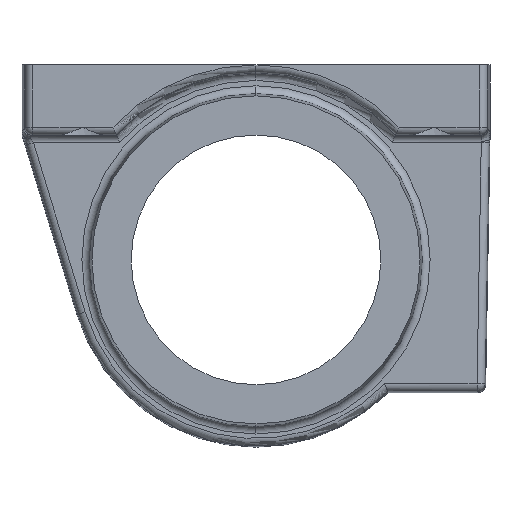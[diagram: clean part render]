
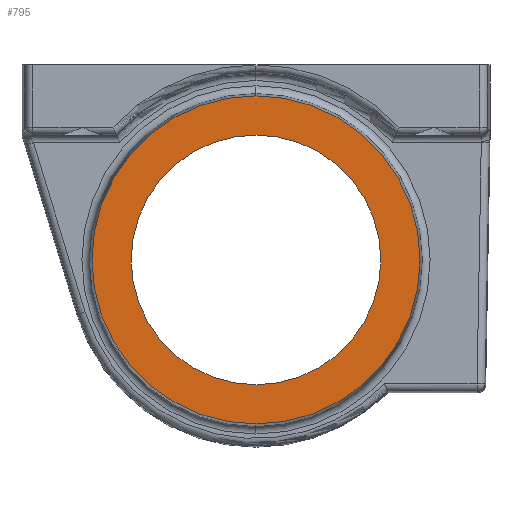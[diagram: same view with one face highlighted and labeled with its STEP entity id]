
A CAD part, front view. The second image highlights one B-rep face of the part: STEP entity #795.
In plain terms, the highlighted planar face has unit normal (0, -1, 0).
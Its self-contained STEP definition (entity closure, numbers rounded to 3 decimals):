
#78 = ORIENTED_EDGE ( 'NONE', *, *, #1222, .T. ) ;
#101 = DIRECTION ( 'NONE',  ( 0., 0., -1. ) ) ;
#132 = DIRECTION ( 'NONE',  ( 0., 1., 0. ) ) ;
#300 = PLANE ( 'NONE',  #3326 ) ;
#316 = DIRECTION ( 'NONE',  ( 0., 0., -1. ) ) ;
#319 = EDGE_CURVE ( 'NONE', #2928, #2985, #1076, .T. ) ;
#592 = AXIS2_PLACEMENT_3D ( 'NONE', #1539, #2992, #3553 ) ;
#795 = ADVANCED_FACE ( 'NONE', ( #2114, #1483 ), #300, .T. ) ;
#899 = CIRCLE ( 'NONE', #3473, 21.028 ) ;
#942 = ORIENTED_EDGE ( 'NONE', *, *, #319, .T. ) ;
#949 = CIRCLE ( 'NONE', #2433, 16. ) ;
#1073 = VERTEX_POINT ( 'NONE', #3795 ) ;
#1076 = CIRCLE ( 'NONE', #2787, 16. ) ;
#1222 = EDGE_CURVE ( 'NONE', #2985, #2928, #949, .T. ) ;
#1246 = CARTESIAN_POINT ( 'NONE',  ( 0., -14., -6. ) ) ;
#1277 = CARTESIAN_POINT ( 'NONE',  ( 0., -14., -0.972 ) ) ;
#1324 = DIRECTION ( 'NONE',  ( 0., 0., -1. ) ) ;
#1430 = CARTESIAN_POINT ( 'NONE',  ( 0., -14., -22. ) ) ;
#1483 = FACE_BOUND ( 'NONE', #2812, .T. ) ;
#1539 = CARTESIAN_POINT ( 'NONE',  ( 0., -14., -22. ) ) ;
#1639 = CARTESIAN_POINT ( 'NONE',  ( 0., -14., -22. ) ) ;
#2114 = FACE_OUTER_BOUND ( 'NONE', #2316, .T. ) ;
#2201 = VERTEX_POINT ( 'NONE', #1277 ) ;
#2316 = EDGE_LOOP ( 'NONE', ( #3351, #3200 ) ) ;
#2433 = AXIS2_PLACEMENT_3D ( 'NONE', #2779, #132, #1324 ) ;
#2436 = DIRECTION ( 'NONE',  ( 0., 1., 0. ) ) ;
#2615 = DIRECTION ( 'NONE',  ( 0., 1., 0. ) ) ;
#2728 = EDGE_CURVE ( 'NONE', #1073, #2201, #899, .T. ) ;
#2779 = CARTESIAN_POINT ( 'NONE',  ( 0., -14., -22. ) ) ;
#2787 = AXIS2_PLACEMENT_3D ( 'NONE', #1430, #2615, #3785 ) ;
#2812 = EDGE_LOOP ( 'NONE', ( #942, #78 ) ) ;
#2928 = VERTEX_POINT ( 'NONE', #1246 ) ;
#2957 = CARTESIAN_POINT ( 'NONE',  ( 0., -14., -22. ) ) ;
#2985 = VERTEX_POINT ( 'NONE', #3292 ) ;
#2992 = DIRECTION ( 'NONE',  ( 0., 1., 0. ) ) ;
#3200 = ORIENTED_EDGE ( 'NONE', *, *, #2728, .F. ) ;
#3285 = DIRECTION ( 'NONE',  ( 0., -1., 0. ) ) ;
#3292 = CARTESIAN_POINT ( 'NONE',  ( 0., -14., -38. ) ) ;
#3326 = AXIS2_PLACEMENT_3D ( 'NONE', #2957, #3285, #316 ) ;
#3351 = ORIENTED_EDGE ( 'NONE', *, *, #3741, .F. ) ;
#3473 = AXIS2_PLACEMENT_3D ( 'NONE', #1639, #2436, #101 ) ;
#3553 = DIRECTION ( 'NONE',  ( 0., 0., -1. ) ) ;
#3662 = CIRCLE ( 'NONE', #592, 21.028 ) ;
#3741 = EDGE_CURVE ( 'NONE', #2201, #1073, #3662, .T. ) ;
#3785 = DIRECTION ( 'NONE',  ( 0., 0., -1. ) ) ;
#3795 = CARTESIAN_POINT ( 'NONE',  ( 0., -14., -43.028 ) ) ;
